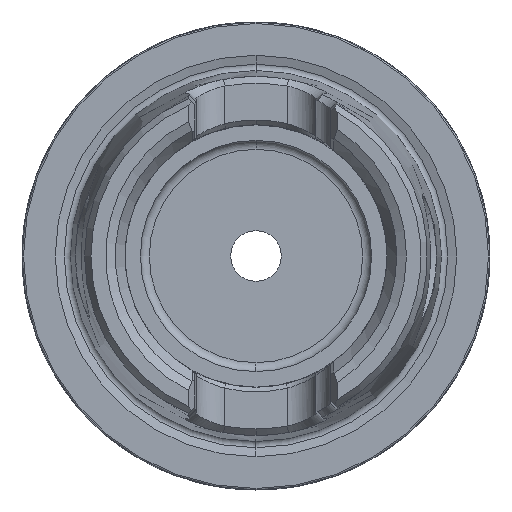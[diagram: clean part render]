
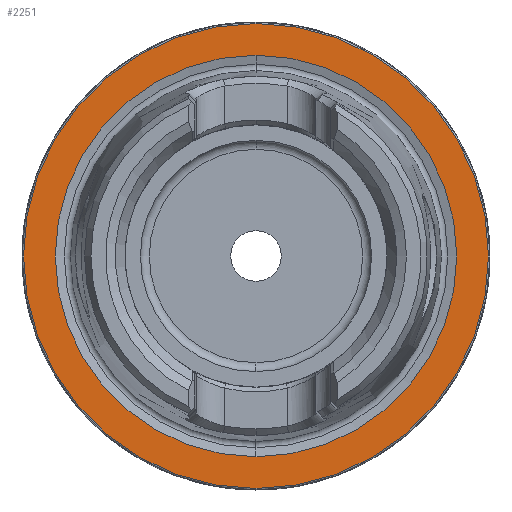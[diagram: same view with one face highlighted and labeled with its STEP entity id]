
A CAD part, left-side view. The second image highlights one B-rep face of the part: STEP entity #2251.
In plain terms, the highlighted planar face has unit normal (-1, 0, 0).
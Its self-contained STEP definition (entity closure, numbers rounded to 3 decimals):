
#57 = ORIENTED_EDGE ( 'NONE', *, *, #3039, .F. ) ;
#1413 = VERTEX_POINT ( 'NONE', #5514 ) ;
#1469 = EDGE_CURVE ( 'NONE', #5603, #5704, #6633, .T. ) ;
#1627 = CIRCLE ( 'NONE', #3000, 31.275 ) ;
#1661 = EDGE_CURVE ( 'NONE', #1413, #6004, #6269, .T. ) ;
#2251 = ADVANCED_FACE ( 'NONE', ( #5481, #5492 ), #7893, .F. ) ;
#2926 = AXIS2_PLACEMENT_3D ( 'NONE', #7523, #8319, #8276 ) ;
#3000 = AXIS2_PLACEMENT_3D ( 'NONE', #12118, #5235, #12468 ) ;
#3039 = EDGE_CURVE ( 'NONE', #6004, #1413, #4295, .T. ) ;
#3623 = AXIS2_PLACEMENT_3D ( 'NONE', #8648, #8462, #8367 ) ;
#4295 = CIRCLE ( 'NONE', #4614, 27. ) ;
#4447 = DIRECTION ( 'NONE',  ( -1., 0., 0. ) ) ;
#4498 = CARTESIAN_POINT ( 'NONE',  ( 0., 0., 0. ) ) ;
#4561 = DIRECTION ( 'NONE',  ( 0., 0., 1. ) ) ;
#4614 = AXIS2_PLACEMENT_3D ( 'NONE', #5689, #5742, #5734 ) ;
#4740 = EDGE_CURVE ( 'NONE', #5704, #5603, #1627, .T. ) ;
#4895 = CARTESIAN_POINT ( 'NONE',  ( 0., 0., -27. ) ) ;
#5235 = DIRECTION ( 'NONE',  ( -1., 0., 0. ) ) ;
#5400 = ORIENTED_EDGE ( 'NONE', *, *, #1469, .T. ) ;
#5481 = FACE_BOUND ( 'NONE', #8789, .T. ) ;
#5492 = FACE_OUTER_BOUND ( 'NONE', #12484, .T. ) ;
#5514 = CARTESIAN_POINT ( 'NONE',  ( 0., 0., 27. ) ) ;
#5603 = VERTEX_POINT ( 'NONE', #6621 ) ;
#5689 = CARTESIAN_POINT ( 'NONE',  ( 0., 0., 0. ) ) ;
#5704 = VERTEX_POINT ( 'NONE', #5727 ) ;
#5727 = CARTESIAN_POINT ( 'NONE',  ( 0., 0., 31.275 ) ) ;
#5734 = DIRECTION ( 'NONE',  ( 0., 0., 1. ) ) ;
#5742 = DIRECTION ( 'NONE',  ( -1., 0., 0. ) ) ;
#6004 = VERTEX_POINT ( 'NONE', #4895 ) ;
#6269 = CIRCLE ( 'NONE', #12734, 27. ) ;
#6621 = CARTESIAN_POINT ( 'NONE',  ( 0., 0., -31.275 ) ) ;
#6633 = CIRCLE ( 'NONE', #3623, 31.275 ) ;
#7187 = ORIENTED_EDGE ( 'NONE', *, *, #1661, .F. ) ;
#7523 = CARTESIAN_POINT ( 'NONE',  ( 0., 31.275, 0. ) ) ;
#7893 = PLANE ( 'NONE',  #2926 ) ;
#8276 = DIRECTION ( 'NONE',  ( 0., 0., -1. ) ) ;
#8319 = DIRECTION ( 'NONE',  ( 1., 0., 0. ) ) ;
#8367 = DIRECTION ( 'NONE',  ( 0., 0., 1. ) ) ;
#8462 = DIRECTION ( 'NONE',  ( -1., 0., 0. ) ) ;
#8648 = CARTESIAN_POINT ( 'NONE',  ( 0., 0., 0. ) ) ;
#8789 = EDGE_LOOP ( 'NONE', ( #7187, #57 ) ) ;
#12118 = CARTESIAN_POINT ( 'NONE',  ( 0., 0., 0. ) ) ;
#12468 = DIRECTION ( 'NONE',  ( 0., 0., 1. ) ) ;
#12484 = EDGE_LOOP ( 'NONE', ( #13370, #5400 ) ) ;
#12734 = AXIS2_PLACEMENT_3D ( 'NONE', #4498, #4447, #4561 ) ;
#13370 = ORIENTED_EDGE ( 'NONE', *, *, #4740, .T. ) ;
